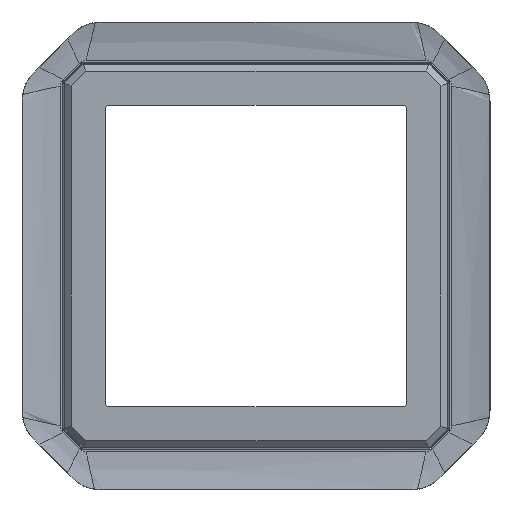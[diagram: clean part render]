
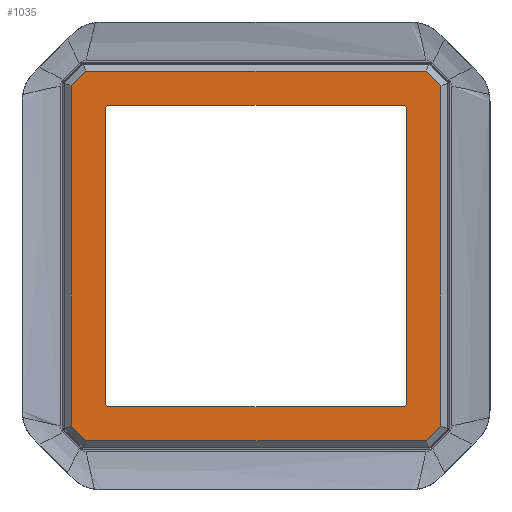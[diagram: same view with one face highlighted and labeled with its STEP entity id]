
A CAD part, top view. The second image highlights one B-rep face of the part: STEP entity #1035.
In plain terms, the highlighted planar face has unit normal (0, 0, -1).
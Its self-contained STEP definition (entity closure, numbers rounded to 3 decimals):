
#798=AXIS2_PLACEMENT_3D('Circle Axis2P3D',#796,#797,$) ;
#820=AXIS2_PLACEMENT_3D('Circle Axis2P3D',#818,#819,$) ;
#842=AXIS2_PLACEMENT_3D('Circle Axis2P3D',#840,#841,$) ;
#864=AXIS2_PLACEMENT_3D('Circle Axis2P3D',#862,#863,$) ;
#1008=AXIS2_PLACEMENT_3D('Plane Axis2P3D',#1005,#1006,#1007) ;
#134=CARTESIAN_POINT('Vertex',(25.626,-27.856,0.95)) ;
#137=CARTESIAN_POINT('Line Origine',(26.741,-26.741,0.95)) ;
#141=CARTESIAN_POINT('Vertex',(27.856,-25.626,0.95)) ;
#200=CARTESIAN_POINT('Line Origine',(27.856,0.,0.95)) ;
#204=CARTESIAN_POINT('Vertex',(27.856,25.626,0.95)) ;
#282=CARTESIAN_POINT('Vertex',(25.626,27.856,0.95)) ;
#285=CARTESIAN_POINT('Line Origine',(0.,27.856,0.95)) ;
#289=CARTESIAN_POINT('Vertex',(-25.626,27.856,0.95)) ;
#341=CARTESIAN_POINT('Line Origine',(-26.741,26.741,0.95)) ;
#345=CARTESIAN_POINT('Vertex',(-27.856,25.626,0.95)) ;
#366=CARTESIAN_POINT('Line Origine',(-27.856,0.,0.95)) ;
#370=CARTESIAN_POINT('Vertex',(-27.856,-25.626,0.95)) ;
#418=CARTESIAN_POINT('Vertex',(22.7,22.,0.95)) ;
#423=CARTESIAN_POINT('Line Origine',(22.7,0.,0.95)) ;
#427=CARTESIAN_POINT('Vertex',(22.7,-22.,0.95)) ;
#458=CARTESIAN_POINT('Vertex',(22.,-22.7,0.95)) ;
#463=CARTESIAN_POINT('Line Origine',(0.,-22.7,0.95)) ;
#467=CARTESIAN_POINT('Vertex',(-22.,-22.7,0.95)) ;
#498=CARTESIAN_POINT('Vertex',(-22.7,-22.,0.95)) ;
#503=CARTESIAN_POINT('Line Origine',(-22.7,0.,0.95)) ;
#507=CARTESIAN_POINT('Vertex',(-22.7,22.,0.95)) ;
#538=CARTESIAN_POINT('Vertex',(-22.,22.7,0.95)) ;
#543=CARTESIAN_POINT('Line Origine',(0.,22.7,0.95)) ;
#547=CARTESIAN_POINT('Vertex',(22.,22.7,0.95)) ;
#796=CARTESIAN_POINT('Axis2P3D Location',(22.,22.,0.95)) ;
#818=CARTESIAN_POINT('Axis2P3D Location',(-22.,22.,0.95)) ;
#840=CARTESIAN_POINT('Axis2P3D Location',(-22.,-22.,0.95)) ;
#862=CARTESIAN_POINT('Axis2P3D Location',(22.,-22.,0.95)) ;
#922=CARTESIAN_POINT('Line Origine',(-26.741,-26.741,0.95)) ;
#926=CARTESIAN_POINT('Vertex',(-25.626,-27.856,0.95)) ;
#972=CARTESIAN_POINT('Line Origine',(26.741,26.741,0.95)) ;
#1005=CARTESIAN_POINT('Axis2P3D Location',(0.,0.,0.95)) ;
#1010=CARTESIAN_POINT('Line Origine',(0.,-27.856,0.95)) ;
#138=DIRECTION('Vector Direction',(0.707,0.707,0.)) ;
#201=DIRECTION('Vector Direction',(0.,-1.,0.)) ;
#286=DIRECTION('Vector Direction',(1.,0.,0.)) ;
#342=DIRECTION('Vector Direction',(-0.707,-0.707,0.)) ;
#367=DIRECTION('Vector Direction',(0.,1.,0.)) ;
#424=DIRECTION('Vector Direction',(0.,-1.,0.)) ;
#464=DIRECTION('Vector Direction',(-1.,0.,0.)) ;
#504=DIRECTION('Vector Direction',(0.,1.,0.)) ;
#544=DIRECTION('Vector Direction',(1.,0.,0.)) ;
#797=DIRECTION('Axis2P3D Direction',(0.,0.,1.)) ;
#819=DIRECTION('Axis2P3D Direction',(0.,0.,1.)) ;
#841=DIRECTION('Axis2P3D Direction',(0.,-0.,1.)) ;
#863=DIRECTION('Axis2P3D Direction',(0.,0.,1.)) ;
#923=DIRECTION('Vector Direction',(0.707,-0.707,0.)) ;
#973=DIRECTION('Vector Direction',(-0.707,0.707,0.)) ;
#1006=DIRECTION('Axis2P3D Direction',(0.,0.,1.)) ;
#1007=DIRECTION('Axis2P3D XDirection',(1.,0.,0.)) ;
#1011=DIRECTION('Vector Direction',(-1.,0.,0.)) ;
#139=VECTOR('Line Direction',#138,1.) ;
#202=VECTOR('Line Direction',#201,1.) ;
#287=VECTOR('Line Direction',#286,1.) ;
#343=VECTOR('Line Direction',#342,1.) ;
#368=VECTOR('Line Direction',#367,1.) ;
#425=VECTOR('Line Direction',#424,1.) ;
#465=VECTOR('Line Direction',#464,1.) ;
#505=VECTOR('Line Direction',#504,1.) ;
#545=VECTOR('Line Direction',#544,1.) ;
#924=VECTOR('Line Direction',#923,1.) ;
#974=VECTOR('Line Direction',#973,1.) ;
#1012=VECTOR('Line Direction',#1011,1.) ;
#1016=ORIENTED_EDGE('',*,*,#976,.F.) ;
#1017=ORIENTED_EDGE('',*,*,#206,.F.) ;
#1018=ORIENTED_EDGE('',*,*,#143,.F.) ;
#1019=ORIENTED_EDGE('',*,*,#1014,.F.) ;
#1020=ORIENTED_EDGE('',*,*,#928,.F.) ;
#1021=ORIENTED_EDGE('',*,*,#372,.F.) ;
#1022=ORIENTED_EDGE('',*,*,#347,.F.) ;
#1023=ORIENTED_EDGE('',*,*,#291,.F.) ;
#1026=ORIENTED_EDGE('',*,*,#800,.T.) ;
#1027=ORIENTED_EDGE('',*,*,#549,.F.) ;
#1028=ORIENTED_EDGE('',*,*,#822,.T.) ;
#1029=ORIENTED_EDGE('',*,*,#509,.F.) ;
#1030=ORIENTED_EDGE('',*,*,#844,.T.) ;
#1031=ORIENTED_EDGE('',*,*,#469,.F.) ;
#1032=ORIENTED_EDGE('',*,*,#866,.T.) ;
#1033=ORIENTED_EDGE('',*,*,#429,.F.) ;
#1034=FACE_BOUND('',#1025,.T.) ;
#1035=ADVANCED_FACE('Surface.693',(#1024,#1034),#1009,.F.) ;
#799=CIRCLE('generated circle',#798,0.7) ;
#821=CIRCLE('generated circle',#820,0.7) ;
#843=CIRCLE('generated circle',#842,0.7) ;
#865=CIRCLE('generated circle',#864,0.7) ;
#143=EDGE_CURVE('',#135,#142,#140,.T.) ;
#206=EDGE_CURVE('',#142,#205,#203,.F.) ;
#291=EDGE_CURVE('',#283,#290,#288,.F.) ;
#347=EDGE_CURVE('',#290,#346,#344,.T.) ;
#372=EDGE_CURVE('',#346,#371,#369,.F.) ;
#429=EDGE_CURVE('',#419,#428,#426,.T.) ;
#469=EDGE_CURVE('',#459,#468,#466,.T.) ;
#509=EDGE_CURVE('',#499,#508,#506,.T.) ;
#549=EDGE_CURVE('',#539,#548,#546,.T.) ;
#800=EDGE_CURVE('',#419,#548,#799,.T.) ;
#822=EDGE_CURVE('',#539,#508,#821,.T.) ;
#844=EDGE_CURVE('',#499,#468,#843,.T.) ;
#866=EDGE_CURVE('',#459,#428,#865,.T.) ;
#928=EDGE_CURVE('',#371,#927,#925,.T.) ;
#976=EDGE_CURVE('',#205,#283,#975,.T.) ;
#1014=EDGE_CURVE('',#927,#135,#1013,.F.) ;
#1015=EDGE_LOOP('',(#1016,#1017,#1018,#1019,#1020,#1021,#1022,#1023)) ;
#1025=EDGE_LOOP('',(#1026,#1027,#1028,#1029,#1030,#1031,#1032,#1033)) ;
#1024=FACE_OUTER_BOUND('',#1015,.T.) ;
#140=LINE('Line',#137,#139) ;
#203=LINE('Line',#200,#202) ;
#288=LINE('Line',#285,#287) ;
#344=LINE('Line',#341,#343) ;
#369=LINE('Line',#366,#368) ;
#426=LINE('Line',#423,#425) ;
#466=LINE('Line',#463,#465) ;
#506=LINE('Line',#503,#505) ;
#546=LINE('Line',#543,#545) ;
#925=LINE('Line',#922,#924) ;
#975=LINE('Line',#972,#974) ;
#1013=LINE('Line',#1010,#1012) ;
#1009=PLANE('',#1008) ;
#135=VERTEX_POINT('',#134) ;
#142=VERTEX_POINT('',#141) ;
#205=VERTEX_POINT('',#204) ;
#283=VERTEX_POINT('',#282) ;
#290=VERTEX_POINT('',#289) ;
#346=VERTEX_POINT('',#345) ;
#371=VERTEX_POINT('',#370) ;
#419=VERTEX_POINT('',#418) ;
#428=VERTEX_POINT('',#427) ;
#459=VERTEX_POINT('',#458) ;
#468=VERTEX_POINT('',#467) ;
#499=VERTEX_POINT('',#498) ;
#508=VERTEX_POINT('',#507) ;
#539=VERTEX_POINT('',#538) ;
#548=VERTEX_POINT('',#547) ;
#927=VERTEX_POINT('',#926) ;
